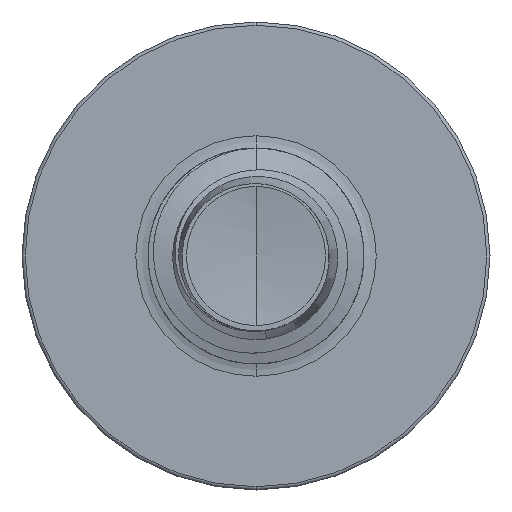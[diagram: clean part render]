
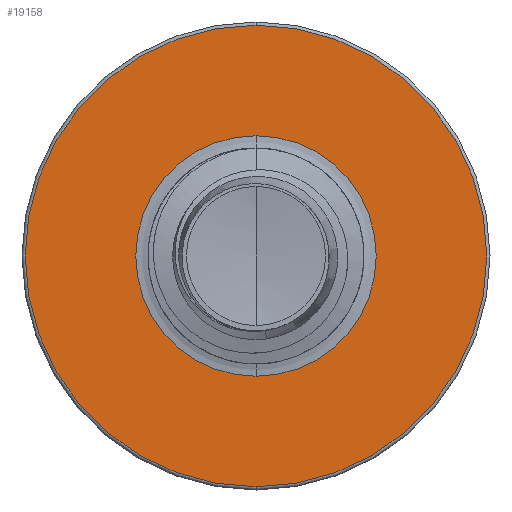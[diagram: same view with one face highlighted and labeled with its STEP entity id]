
A CAD part, front view. The second image highlights one B-rep face of the part: STEP entity #19158.
In plain terms, the highlighted planar face has unit normal (0, -1, 0).
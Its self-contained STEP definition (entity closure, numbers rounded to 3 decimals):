
#976 = CIRCLE ( 'NONE', #20297, 3.205 ) ;
#1858 = CARTESIAN_POINT ( 'NONE',  ( 0., 6.5, 0. ) ) ;
#3052 = CARTESIAN_POINT ( 'NONE',  ( 0., 6.5, 0. ) ) ;
#3888 = DIRECTION ( 'NONE',  ( 0., 0., 1. ) ) ;
#5043 = DIRECTION ( 'NONE',  ( 0., 0., 1. ) ) ;
#5205 = EDGE_CURVE ( 'NONE', #7355, #20521, #976, .T. ) ;
#5685 = EDGE_LOOP ( 'NONE', ( #20880, #6927 ) ) ;
#5726 = CARTESIAN_POINT ( 'NONE',  ( 0., 6.5, 3.205 ) ) ;
#6470 = DIRECTION ( 'NONE',  ( 0., 1., 0. ) ) ;
#6927 = ORIENTED_EDGE ( 'NONE', *, *, #21958, .F. ) ;
#7303 = CARTESIAN_POINT ( 'NONE',  ( 0., 6.5, 0. ) ) ;
#7355 = VERTEX_POINT ( 'NONE', #5726 ) ;
#7916 = CARTESIAN_POINT ( 'NONE',  ( 0., 6.5, -1.67 ) ) ;
#8366 = CIRCLE ( 'NONE', #18710, 1.67 ) ;
#8396 = CARTESIAN_POINT ( 'NONE',  ( 0., 6.5, 0. ) ) ;
#8528 = EDGE_LOOP ( 'NONE', ( #11325, #22590 ) ) ;
#9124 = VERTEX_POINT ( 'NONE', #7916 ) ;
#9169 = DIRECTION ( 'NONE',  ( 0., 0., 1. ) ) ;
#9987 = EDGE_CURVE ( 'NONE', #16816, #9124, #17244, .T. ) ;
#10264 = DIRECTION ( 'NONE',  ( 0., 0., 1. ) ) ;
#11325 = ORIENTED_EDGE ( 'NONE', *, *, #9987, .T. ) ;
#12041 = CIRCLE ( 'NONE', #21459, 3.205 ) ;
#14721 = AXIS2_PLACEMENT_3D ( 'NONE', #18697, #6470, #18530 ) ;
#14755 = FACE_BOUND ( 'NONE', #8528, .T. ) ;
#14943 = DIRECTION ( 'NONE',  ( 0., 1., 0. ) ) ;
#15766 = EDGE_CURVE ( 'NONE', #9124, #16816, #8366, .T. ) ;
#15896 = DIRECTION ( 'NONE',  ( 0., 1., 0. ) ) ;
#16816 = VERTEX_POINT ( 'NONE', #20255 ) ;
#17019 = PLANE ( 'NONE',  #14721 ) ;
#17244 = CIRCLE ( 'NONE', #18644, 1.67 ) ;
#18530 = DIRECTION ( 'NONE',  ( 0., 0., 1. ) ) ;
#18644 = AXIS2_PLACEMENT_3D ( 'NONE', #7303, #19175, #9169 ) ;
#18697 = CARTESIAN_POINT ( 'NONE',  ( 0., 6.5, -1.67 ) ) ;
#18710 = AXIS2_PLACEMENT_3D ( 'NONE', #1858, #14943, #3888 ) ;
#19158 = ADVANCED_FACE ( 'NONE', ( #22499, #14755 ), #17019, .F. ) ;
#19175 = DIRECTION ( 'NONE',  ( 0., 1., 0. ) ) ;
#20057 = DIRECTION ( 'NONE',  ( 0., 1., 0. ) ) ;
#20255 = CARTESIAN_POINT ( 'NONE',  ( 0., 6.5, 1.67 ) ) ;
#20297 = AXIS2_PLACEMENT_3D ( 'NONE', #3052, #15896, #5043 ) ;
#20521 = VERTEX_POINT ( 'NONE', #22601 ) ;
#20880 = ORIENTED_EDGE ( 'NONE', *, *, #5205, .F. ) ;
#21459 = AXIS2_PLACEMENT_3D ( 'NONE', #8396, #20057, #10264 ) ;
#21958 = EDGE_CURVE ( 'NONE', #20521, #7355, #12041, .T. ) ;
#22499 = FACE_OUTER_BOUND ( 'NONE', #5685, .T. ) ;
#22590 = ORIENTED_EDGE ( 'NONE', *, *, #15766, .T. ) ;
#22601 = CARTESIAN_POINT ( 'NONE',  ( 0., 6.5, -3.205 ) ) ;
